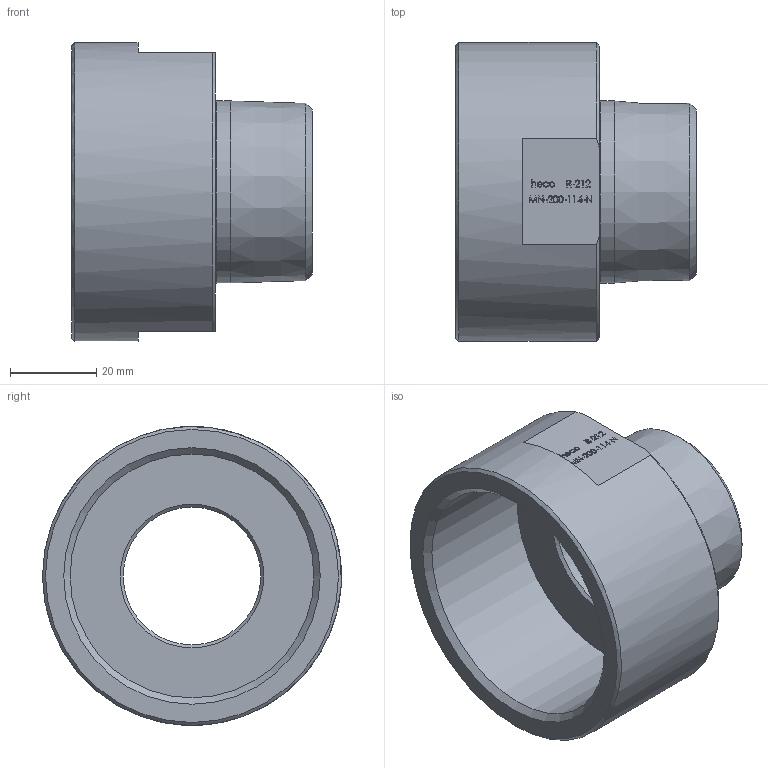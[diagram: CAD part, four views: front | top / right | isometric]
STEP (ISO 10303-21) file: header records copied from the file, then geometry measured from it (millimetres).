
FILE_DESCRIPTION (( 'STEP AP214' ), '1' );
FILE_NAME ('MN-200-114-N R-212 Reduzierstück 2011.STEP', '2020-11-11T14:32:24', ( '' ), ( '' ), 'SwSTEP 2.0', 'SolidWorks 2019', '' );
FILE_SCHEMA (( 'AUTOMOTIVE_DESIGN' ));
Length unit declared in the file: millimetre
Products named in the file (1): MN-200-114-N R-212 Reduzierstück 2011
Bounding box: 56 x 69.5 x 69.49 mm (x, y, z)
Volume: 60348.9 mm3; surface area: 23539.9 mm2
Topology: 1 solids, 1 shells, 246 faces, 639 edges, 424 vertices
Faces by surface type: plane 157, bspline 76, cone 8, cylinder 4, torus 1
Full cylindrical faces by diameter (mm): 32 x1, 42.31 x1, 56.656 x1, 69.5 x1
Entity records: 14305 total; most frequent: CARTESIAN_POINT 6391, ORIENTED_EDGE 1252, DIRECTION 832, EDGE_CURVE 626, VECTOR 450, LINE 450, VERTEX_POINT 422, EDGE_LOOP 288
